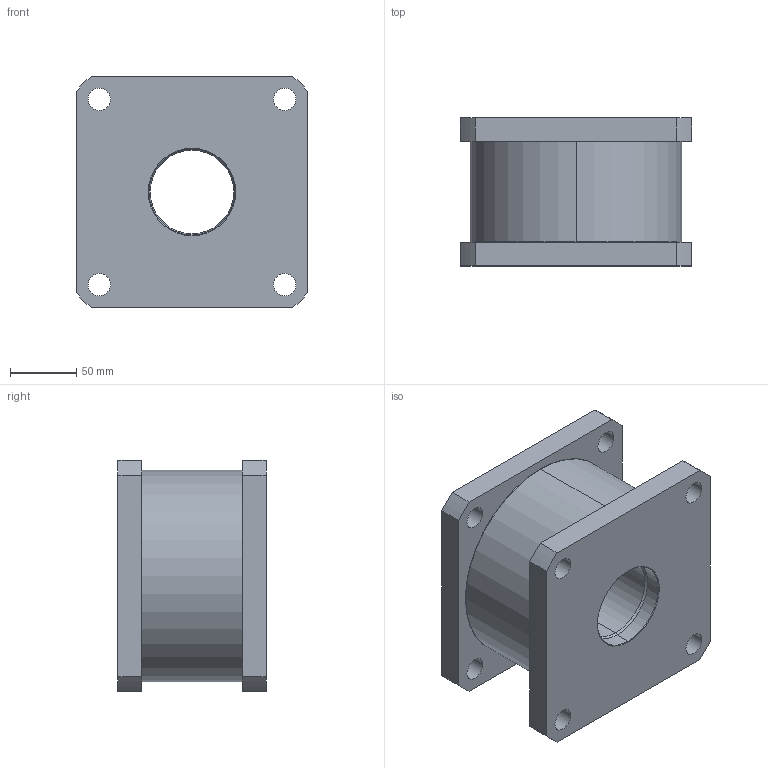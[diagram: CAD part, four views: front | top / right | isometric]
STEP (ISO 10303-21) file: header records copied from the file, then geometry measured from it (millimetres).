
FILE_DESCRIPTION (( 'STEP AP214' ), '1' );
FILE_NAME ('RD001417.STEP', '2023-07-13T06:44:32', ( '' ), ( '' ), 'SwSTEP 2.0', 'SolidWorks 2022', '' );
FILE_SCHEMA (( 'AUTOMOTIVE_DESIGN' ));
Length unit declared in the file: millimetre
Products named in the file (1): RD001417
Bounding box: 175 x 112 x 175 mm (x, y, z)
Volume: 2234701.9 mm3; surface area: 163406 mm2
Topology: 1 solids, 1 shells, 56 faces, 140 edges, 88 vertices
Faces by surface type: cylinder 32, plane 12, cone 8, torus 4
Entity records: 1762 total; most frequent: DIRECTION 330, CARTESIAN_POINT 285, ORIENTED_EDGE 280, EDGE_CURVE 140, AXIS2_PLACEMENT_3D 133, VERTEX_POINT 88, EDGE_LOOP 76, CIRCLE 76
